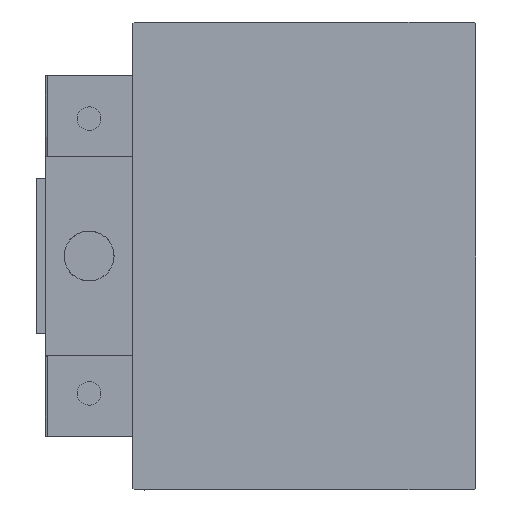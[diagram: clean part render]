
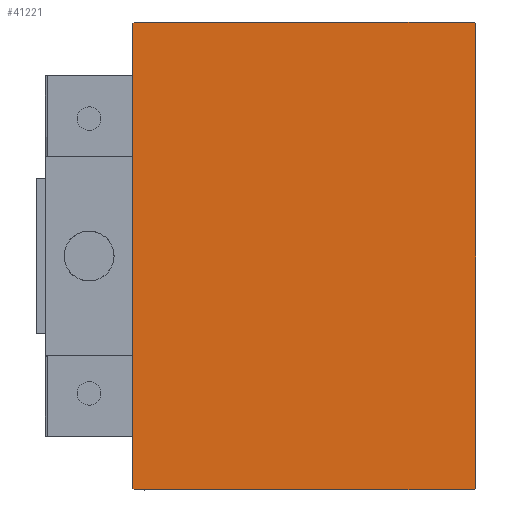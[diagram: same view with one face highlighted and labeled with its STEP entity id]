
A CAD part, left-side view. The second image highlights one B-rep face of the part: STEP entity #41221.
In plain terms, the highlighted face is planar.
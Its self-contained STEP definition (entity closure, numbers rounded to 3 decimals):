
#2562 = ORIENTED_EDGE ( 'NONE', *, *, #24404, .T. ) ;
#2575 = LINE ( 'NONE', #6861, #29329 ) ;
#2856 = VECTOR ( 'NONE', #15546, 1000. ) ;
#4009 = CARTESIAN_POINT ( 'NONE',  ( 75., -27.2, 37.5 ) ) ;
#5536 = DIRECTION ( 'NONE',  ( 0., 0., -1. ) ) ;
#6861 = CARTESIAN_POINT ( 'NONE',  ( 75., 27.5, 37.5 ) ) ;
#8032 = LINE ( 'NONE', #24433, #45552 ) ;
#8094 = EDGE_CURVE ( 'NONE', #36920, #12344, #31193, .T. ) ;
#9003 = EDGE_CURVE ( 'NONE', #29861, #52098, #11253, .T. ) ;
#9324 = VECTOR ( 'NONE', #29823, 1000. ) ;
#9584 = ORIENTED_EDGE ( 'NONE', *, *, #8094, .T. ) ;
#10132 = DIRECTION ( 'NONE',  ( 1., 0., 0. ) ) ;
#10484 = EDGE_CURVE ( 'NONE', #32965, #18465, #42170, .T. ) ;
#11253 = LINE ( 'NONE', #11521, #11492 ) ;
#11492 = VECTOR ( 'NONE', #35245, 1000. ) ;
#11521 = CARTESIAN_POINT ( 'NONE',  ( 75., 32.35, 32.35 ) ) ;
#11595 = ORIENTED_EDGE ( 'NONE', *, *, #13843, .T. ) ;
#12344 = VERTEX_POINT ( 'NONE', #47522 ) ;
#12746 = CARTESIAN_POINT ( 'NONE',  ( 75., -27.2, -37.5 ) ) ;
#13134 = CARTESIAN_POINT ( 'NONE',  ( 75., 27.2, -37.5 ) ) ;
#13140 = VECTOR ( 'NONE', #44131, 1000. ) ;
#13373 = CARTESIAN_POINT ( 'NONE',  ( 75., -32.35, 32.35 ) ) ;
#13843 = EDGE_CURVE ( 'NONE', #23239, #36920, #32271, .T. ) ;
#15546 = DIRECTION ( 'NONE',  ( 0., 0.707, 0.707 ) ) ;
#17538 = CARTESIAN_POINT ( 'NONE',  ( 75., -27.5, -37.2 ) ) ;
#17726 = VERTEX_POINT ( 'NONE', #4009 ) ;
#18465 = VERTEX_POINT ( 'NONE', #17538 ) ;
#18869 = ORIENTED_EDGE ( 'NONE', *, *, #37206, .T. ) ;
#20145 = CARTESIAN_POINT ( 'NONE',  ( 75., -27.5, -37.5 ) ) ;
#21369 = ORIENTED_EDGE ( 'NONE', *, *, #26784, .T. ) ;
#23239 = VERTEX_POINT ( 'NONE', #12746 ) ;
#23428 = CARTESIAN_POINT ( 'NONE',  ( 75., -27.5, 37.2 ) ) ;
#24278 = VECTOR ( 'NONE', #52654, 1000. ) ;
#24404 = EDGE_CURVE ( 'NONE', #17726, #32965, #50017, .T. ) ;
#24433 = CARTESIAN_POINT ( 'NONE',  ( 75., 27.5, -37.5 ) ) ;
#26551 = DIRECTION ( 'NONE',  ( 0., 0., -1. ) ) ;
#26784 = EDGE_CURVE ( 'NONE', #12344, #29861, #8032, .T. ) ;
#26793 = DIRECTION ( 'NONE',  ( 0., -1., 0. ) ) ;
#29329 = VECTOR ( 'NONE', #26793, 1000. ) ;
#29823 = DIRECTION ( 'NONE',  ( 0., -0.707, -0.707 ) ) ;
#29861 = VERTEX_POINT ( 'NONE', #48306 ) ;
#29926 = CARTESIAN_POINT ( 'NONE',  ( 75., 27.2, 37.5 ) ) ;
#30594 = ORIENTED_EDGE ( 'NONE', *, *, #50939, .T. ) ;
#31193 = LINE ( 'NONE', #44118, #2856 ) ;
#32271 = LINE ( 'NONE', #20145, #13140 ) ;
#32712 = LINE ( 'NONE', #36225, #24278 ) ;
#32965 = VERTEX_POINT ( 'NONE', #23428 ) ;
#34679 = EDGE_LOOP ( 'NONE', ( #11595, #9584, #21369, #52158, #30594, #2562, #49623, #18869 ) ) ;
#35245 = DIRECTION ( 'NONE',  ( 0., -0.707, 0.707 ) ) ;
#35557 = VECTOR ( 'NONE', #5536, 1000. ) ;
#36225 = CARTESIAN_POINT ( 'NONE',  ( 75., -32.35, -32.35 ) ) ;
#36920 = VERTEX_POINT ( 'NONE', #13134 ) ;
#37206 = EDGE_CURVE ( 'NONE', #18465, #23239, #32712, .T. ) ;
#40907 = DIRECTION ( 'NONE',  ( 0., 0., 1. ) ) ;
#41221 = ADVANCED_FACE ( 'NONE', ( #50830 ), #43266, .T. ) ;
#41701 = AXIS2_PLACEMENT_3D ( 'NONE', #47581, #10132, #26551 ) ;
#42170 = LINE ( 'NONE', #42955, #35557 ) ;
#42955 = CARTESIAN_POINT ( 'NONE',  ( 75., -27.5, 37.5 ) ) ;
#43266 = PLANE ( 'NONE',  #41701 ) ;
#44118 = CARTESIAN_POINT ( 'NONE',  ( 75., 32.35, -32.35 ) ) ;
#44131 = DIRECTION ( 'NONE',  ( 0., 1., 0. ) ) ;
#45552 = VECTOR ( 'NONE', #40907, 1000. ) ;
#47522 = CARTESIAN_POINT ( 'NONE',  ( 75., 27.5, -37.2 ) ) ;
#47581 = CARTESIAN_POINT ( 'NONE',  ( 75., 0., 0. ) ) ;
#48306 = CARTESIAN_POINT ( 'NONE',  ( 75., 27.5, 37.2 ) ) ;
#49623 = ORIENTED_EDGE ( 'NONE', *, *, #10484, .T. ) ;
#50017 = LINE ( 'NONE', #13373, #9324 ) ;
#50830 = FACE_OUTER_BOUND ( 'NONE', #34679, .T. ) ;
#50939 = EDGE_CURVE ( 'NONE', #52098, #17726, #2575, .T. ) ;
#52098 = VERTEX_POINT ( 'NONE', #29926 ) ;
#52158 = ORIENTED_EDGE ( 'NONE', *, *, #9003, .T. ) ;
#52654 = DIRECTION ( 'NONE',  ( 0., 0.707, -0.707 ) ) ;
